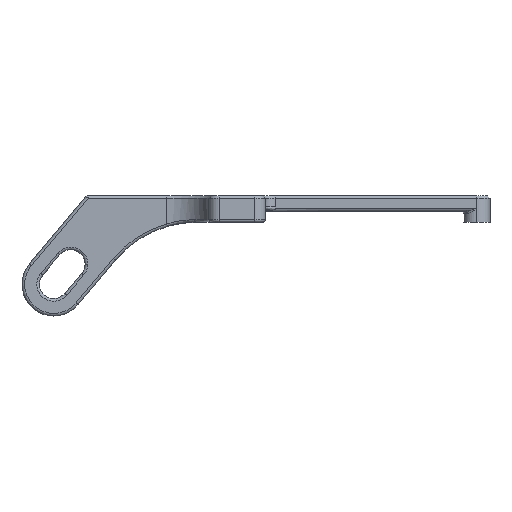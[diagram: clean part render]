
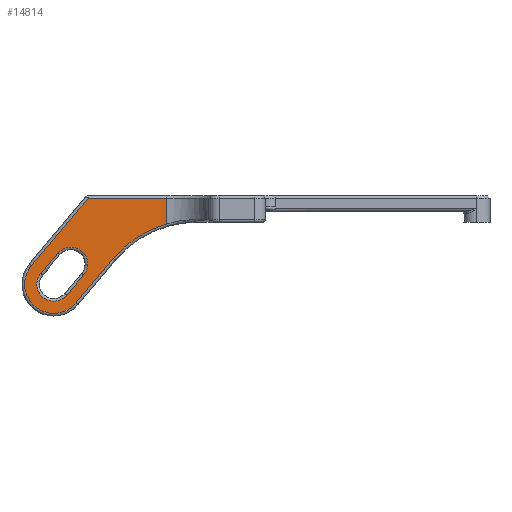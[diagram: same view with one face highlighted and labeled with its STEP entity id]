
A CAD part, left-side view. The second image highlights one B-rep face of the part: STEP entity #14814.
In plain terms, the highlighted planar face has unit normal (-1, 0, 0).
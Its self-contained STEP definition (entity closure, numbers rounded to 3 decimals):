
#57 = EDGE_CURVE ( 'NONE', #2969, #17779, #1781, .T. ) ;
#536 = ORIENTED_EDGE ( 'NONE', *, *, #13868, .T. ) ;
#900 = DIRECTION ( 'NONE',  ( 1., 0., 0. ) ) ;
#966 = ORIENTED_EDGE ( 'NONE', *, *, #21086, .T. ) ;
#1155 = DIRECTION ( 'NONE',  ( 1., 0., 0. ) ) ;
#1219 = CARTESIAN_POINT ( 'NONE',  ( -86.942, -28.705, 11.823 ) ) ;
#1363 = EDGE_CURVE ( 'NONE', #3012, #2969, #8982, .T. ) ;
#1465 = CARTESIAN_POINT ( 'NONE',  ( -86.942, -33.144, 0.4 ) ) ;
#1476 = CIRCLE ( 'NONE', #3914, 3.2 ) ;
#1551 = ORIENTED_EDGE ( 'NONE', *, *, #5164, .T. ) ;
#1781 = CIRCLE ( 'NONE', #24598, 5.5 ) ;
#2127 = CIRCLE ( 'NONE', #18381, 3.2 ) ;
#2322 = ORIENTED_EDGE ( 'NONE', *, *, #57, .T. ) ;
#2969 = VERTEX_POINT ( 'NONE', #20511 ) ;
#3012 = VERTEX_POINT ( 'NONE', #23039 ) ;
#3335 = AXIS2_PLACEMENT_3D ( 'NONE', #9074, #900, #8687 ) ;
#3914 = AXIS2_PLACEMENT_3D ( 'NONE', #15289, #1155, #24864 ) ;
#4000 = FACE_BOUND ( 'NONE', #12789, .T. ) ;
#4035 = ORIENTED_EDGE ( 'NONE', *, *, #1363, .T. ) ;
#4249 = CARTESIAN_POINT ( 'NONE',  ( -86.942, 40.875, 22.695 ) ) ;
#4741 = DIRECTION ( 'NONE',  ( 0., -0.643, 0.766 ) ) ;
#4862 = EDGE_CURVE ( 'NONE', #12973, #19559, #12913, .T. ) ;
#4872 = DIRECTION ( 'NONE',  ( 0., -0.643, 0.766 ) ) ;
#4947 = EDGE_LOOP ( 'NONE', ( #966, #18021, #4035, #2322, #536, #7126 ) ) ;
#5164 = EDGE_CURVE ( 'NONE', #10599, #12973, #14917, .T. ) ;
#5324 = VECTOR ( 'NONE', #24668, 1000. ) ;
#5393 = DIRECTION ( 'NONE',  ( 0., 1., 0. ) ) ;
#5426 = EDGE_CURVE ( 'NONE', #19559, #6964, #1476, .T. ) ;
#6160 = ORIENTED_EDGE ( 'NONE', *, *, #4862, .T. ) ;
#6964 = VERTEX_POINT ( 'NONE', #21137 ) ;
#7126 = ORIENTED_EDGE ( 'NONE', *, *, #25105, .T. ) ;
#7584 = LINE ( 'NONE', #9638, #5324 ) ;
#7880 = VERTEX_POINT ( 'NONE', #22729 ) ;
#7975 = VERTEX_POINT ( 'NONE', #20019 ) ;
#8687 = DIRECTION ( 'NONE',  ( 0., 1., 0. ) ) ;
#8982 = LINE ( 'NONE', #22353, #14416 ) ;
#9023 = DIRECTION ( 'NONE',  ( 0., 0.643, -0.766 ) ) ;
#9058 = LINE ( 'NONE', #10838, #19505 ) ;
#9074 = CARTESIAN_POINT ( 'NONE',  ( -86.942, -13.001, 25. ) ) ;
#9395 = DIRECTION ( 'NONE',  ( 0., -1., 0. ) ) ;
#9638 = CARTESIAN_POINT ( 'NONE',  ( -86.942, -11.974, -21.651 ) ) ;
#9897 = PLANE ( 'NONE',  #14185 ) ;
#10514 = CARTESIAN_POINT ( 'NONE',  ( -86.942, -18.625, 5.287 ) ) ;
#10599 = VERTEX_POINT ( 'NONE', #15560 ) ;
#10619 = CARTESIAN_POINT ( 'NONE',  ( -86.942, -7.071, -17.537 ) ) ;
#10838 = CARTESIAN_POINT ( 'NONE',  ( -86.942, -18.625, 22.695 ) ) ;
#11449 = CARTESIAN_POINT ( 'NONE',  ( -86.942, -36.758, 12.864 ) ) ;
#11667 = AXIS2_PLACEMENT_3D ( 'NONE', #11449, #19186, #15730 ) ;
#12789 = EDGE_LOOP ( 'NONE', ( #22630, #16167, #1551, #6160, #22762 ) ) ;
#12913 = LINE ( 'NONE', #10619, #25084 ) ;
#12973 = VERTEX_POINT ( 'NONE', #20096 ) ;
#13064 = CARTESIAN_POINT ( 'NONE',  ( -86.942, -39.972, 16.695 ) ) ;
#13471 = LINE ( 'NONE', #1465, #15821 ) ;
#13868 = EDGE_CURVE ( 'NONE', #17779, #7975, #18670, .T. ) ;
#14098 = DIRECTION ( 'NONE',  ( 0., 1., 0. ) ) ;
#14185 = AXIS2_PLACEMENT_3D ( 'NONE', #4249, #16118, #14098 ) ;
#14416 = VECTOR ( 'NONE', #4741, 1000. ) ;
#14814 = ADVANCED_FACE ( 'NONE', ( #4000, #19558 ), #9897, .T. ) ;
#14917 = CIRCLE ( 'NONE', #11667, 3.2 ) ;
#15091 = CARTESIAN_POINT ( 'NONE',  ( -86.942, -37.521, 18.751 ) ) ;
#15289 = CARTESIAN_POINT ( 'NONE',  ( -86.942, -39.972, 16.695 ) ) ;
#15560 = CARTESIAN_POINT ( 'NONE',  ( -86.942, -33.558, 12.864 ) ) ;
#15730 = DIRECTION ( 'NONE',  ( 0., 1., 0. ) ) ;
#15821 = VECTOR ( 'NONE', #9395, 1000. ) ;
#16118 = DIRECTION ( 'NONE',  ( -1., 0., 0. ) ) ;
#16167 = ORIENTED_EDGE ( 'NONE', *, *, #25005, .T. ) ;
#17779 = VERTEX_POINT ( 'NONE', #23628 ) ;
#18021 = ORIENTED_EDGE ( 'NONE', *, *, #19339, .T. ) ;
#18098 = CARTESIAN_POINT ( 'NONE',  ( -86.942, -36.758, 12.864 ) ) ;
#18351 = VERTEX_POINT ( 'NONE', #10514 ) ;
#18381 = AXIS2_PLACEMENT_3D ( 'NONE', #18098, #23998, #23756 ) ;
#18567 = VERTEX_POINT ( 'NONE', #22047 ) ;
#18670 = LINE ( 'NONE', #1219, #23101 ) ;
#18797 = CIRCLE ( 'NONE', #3335, 20.5 ) ;
#18897 = DIRECTION ( 'NONE',  ( -1., 0., 0. ) ) ;
#19186 = DIRECTION ( 'NONE',  ( 1., 0., 0. ) ) ;
#19339 = EDGE_CURVE ( 'NONE', #18567, #3012, #13471, .T. ) ;
#19505 = VECTOR ( 'NONE', #22189, 1000. ) ;
#19558 = FACE_OUTER_BOUND ( 'NONE', #4947, .T. ) ;
#19559 = VERTEX_POINT ( 'NONE', #15091 ) ;
#20019 = CARTESIAN_POINT ( 'NONE',  ( -86.942, -28.705, 11.823 ) ) ;
#20096 = CARTESIAN_POINT ( 'NONE',  ( -86.942, -34.307, 14.921 ) ) ;
#20511 = CARTESIAN_POINT ( 'NONE',  ( -86.942, -44.186, 13.159 ) ) ;
#21086 = EDGE_CURVE ( 'NONE', #18351, #18567, #9058, .T. ) ;
#21137 = CARTESIAN_POINT ( 'NONE',  ( -86.942, -42.424, 14.638 ) ) ;
#22047 = CARTESIAN_POINT ( 'NONE',  ( -86.942, -18.625, 0.4 ) ) ;
#22189 = DIRECTION ( 'NONE',  ( 0., 0., -1. ) ) ;
#22353 = CARTESIAN_POINT ( 'NONE',  ( -86.942, -44.186, 13.159 ) ) ;
#22630 = ORIENTED_EDGE ( 'NONE', *, *, #22738, .T. ) ;
#22729 = CARTESIAN_POINT ( 'NONE',  ( -86.942, -39.21, 10.807 ) ) ;
#22738 = EDGE_CURVE ( 'NONE', #6964, #7880, #7584, .T. ) ;
#22762 = ORIENTED_EDGE ( 'NONE', *, *, #5426, .T. ) ;
#23039 = CARTESIAN_POINT ( 'NONE',  ( -86.942, -33.479, 0.4 ) ) ;
#23101 = VECTOR ( 'NONE', #9023, 1000. ) ;
#23628 = CARTESIAN_POINT ( 'NONE',  ( -86.942, -35.759, 20.23 ) ) ;
#23756 = DIRECTION ( 'NONE',  ( 0., 1., 0. ) ) ;
#23998 = DIRECTION ( 'NONE',  ( 1., 0., 0. ) ) ;
#24598 = AXIS2_PLACEMENT_3D ( 'NONE', #13064, #18897, #5393 ) ;
#24668 = DIRECTION ( 'NONE',  ( 0., 0.643, -0.766 ) ) ;
#24864 = DIRECTION ( 'NONE',  ( 0., 1., 0. ) ) ;
#25005 = EDGE_CURVE ( 'NONE', #7880, #10599, #2127, .T. ) ;
#25084 = VECTOR ( 'NONE', #4872, 1000. ) ;
#25105 = EDGE_CURVE ( 'NONE', #7975, #18351, #18797, .T. ) ;
